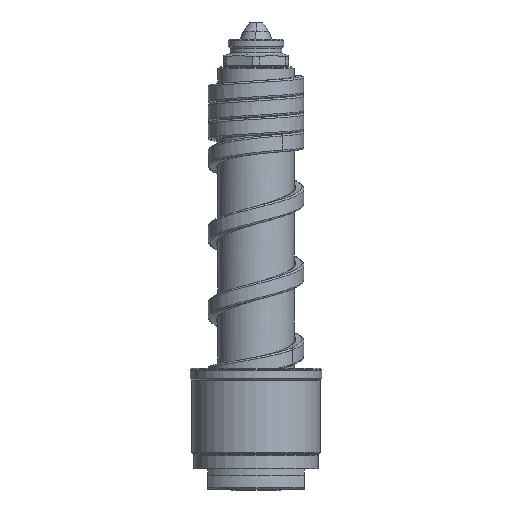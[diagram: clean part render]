
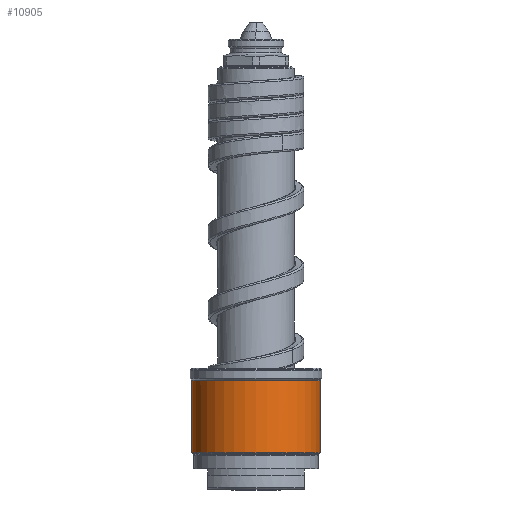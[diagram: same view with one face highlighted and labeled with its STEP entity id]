
A CAD part, front view. The second image highlights one B-rep face of the part: STEP entity #10905.
In plain terms, the highlighted cylindrical face has radius 18.5 mm (diameter 37 mm), a partial arc.
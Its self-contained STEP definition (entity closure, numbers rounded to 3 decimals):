
#1151=DIRECTION('',(0.,0.,1.));
#1152=VECTOR('',#1151,20.834);
#1153=CARTESIAN_POINT('',(18.5,0.,10.583));
#1154=LINE('',#1153,#1152);
#1173=CARTESIAN_POINT('',(0.,0.,10.583));
#1174=DIRECTION('',(0.,0.,1.));
#1175=DIRECTION('',(-1.,0.,0.));
#1176=AXIS2_PLACEMENT_3D('',#1173,#1174,#1175);
#2549=DIRECTION('',(0.,0.,1.));
#2550=VECTOR('',#2549,20.834);
#2551=CARTESIAN_POINT('',(-18.5,0.,10.583));
#2552=LINE('',#2551,#2550);
#2553=CARTESIAN_POINT('',(0.,0.,31.417));
#2554=DIRECTION('',(0.,0.,-1.));
#2555=DIRECTION('',(1.,0.,0.));
#2556=AXIS2_PLACEMENT_3D('',#2553,#2554,#2555);
#2558=CARTESIAN_POINT('',(0.,0.,31.417));
#2559=DIRECTION('',(0.,0.,-1.));
#2560=DIRECTION('',(1.,-0.008,0.));
#2561=AXIS2_PLACEMENT_3D('',#2558,#2559,#2560);
#6671=CARTESIAN_POINT('',(18.499,-0.152,
31.417));
#6672=CARTESIAN_POINT('',(-18.5,0.,31.417));
#6673=VERTEX_POINT('',#6671);
#6674=VERTEX_POINT('',#6672);
#6675=CARTESIAN_POINT('',(18.5,0.,31.417));
#6676=VERTEX_POINT('',#6675);
#6677=CARTESIAN_POINT('',(-18.5,0.,10.583));
#6678=CARTESIAN_POINT('',(18.5,0.,10.583));
#6679=VERTEX_POINT('',#6677);
#6680=VERTEX_POINT('',#6678);
#10891=CARTESIAN_POINT('',(0.,0.,8.75));
#10892=DIRECTION('',(0.,0.,1.));
#10893=DIRECTION('',(-1.,0.,0.));
#10894=AXIS2_PLACEMENT_3D('',#10891,#10892,#10893);
#10895=CYLINDRICAL_SURFACE('',#10894,18.5);
#10896=ORIENTED_EDGE('',*,*,#9111,.F.);
#10897=ORIENTED_EDGE('',*,*,#9092,.T.);
#10899=ORIENTED_EDGE('',*,*,#10898,.F.);
#10901=ORIENTED_EDGE('',*,*,#10900,.F.);
#10902=ORIENTED_EDGE('',*,*,#9086,.F.);
#10903=EDGE_LOOP('',(#10896,#10897,#10899,#10901,#10902));
#10904=FACE_OUTER_BOUND('',#10903,.F.);
#1177=CIRCLE('',#1176,18.5);
#2557=CIRCLE('',#2556,18.5);
#2562=CIRCLE('',#2561,18.5);
#9086=EDGE_CURVE('',#6680,#6676,#1154,.T.);
#9092=EDGE_CURVE('',#6679,#6674,#2552,.T.);
#9111=EDGE_CURVE('',#6679,#6680,#1177,.T.);
#10898=EDGE_CURVE('',#6673,#6674,#2562,.T.);
#10900=EDGE_CURVE('',#6676,#6673,#2557,.T.);
#10905=ADVANCED_FACE('',(#10904),#10895,.T.);
